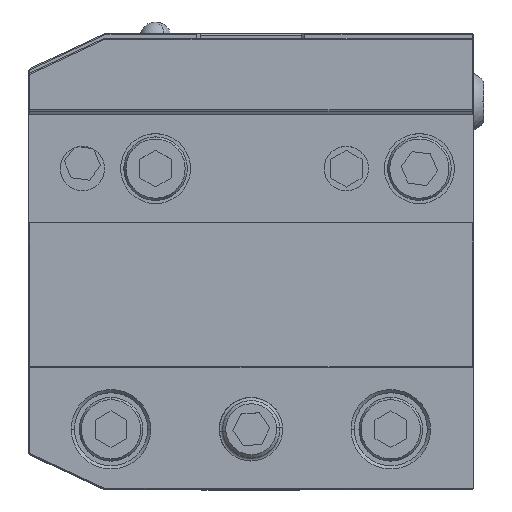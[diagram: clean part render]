
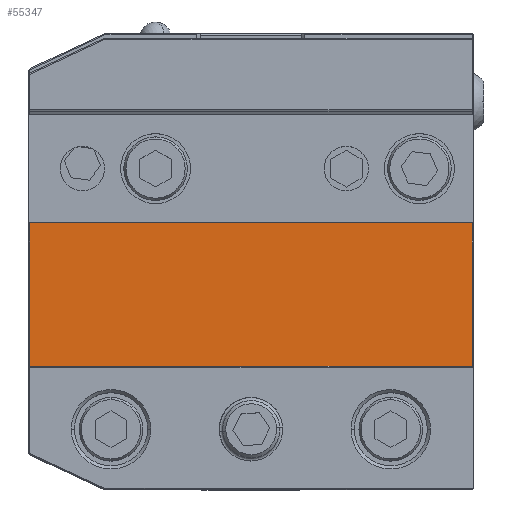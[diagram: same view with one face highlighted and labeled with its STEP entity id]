
A CAD part, top view. The second image highlights one B-rep face of the part: STEP entity #55347.
In plain terms, the highlighted face is planar.
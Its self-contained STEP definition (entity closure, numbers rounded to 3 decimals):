
#7434 = CARTESIAN_POINT ( 'NONE',  ( -24.8, -21.4, -34.8 ) ) ;
#7472 = DIRECTION ( 'NONE',  ( 0., -1., 0. ) ) ;
#7509 = CARTESIAN_POINT ( 'NONE',  ( -24.8, -21.4, -35. ) ) ;
#7528 = DIRECTION ( 'NONE',  ( 0., 0., 1. ) ) ;
#7530 = DIRECTION ( 'NONE',  ( 0., 1., 0. ) ) ;
#7543 = CARTESIAN_POINT ( 'NONE',  ( -24.8, 3.6, 34.8 ) ) ;
#7557 = DIRECTION ( 'NONE',  ( 0., 0., 1. ) ) ;
#7572 = CARTESIAN_POINT ( 'NONE',  ( -24.8, 3.6, -35. ) ) ;
#11645 = CARTESIAN_POINT ( 'NONE',  ( -24.8, 3.6, 34.8 ) ) ;
#11646 = CARTESIAN_POINT ( 'NONE',  ( -24.8, -21.4, 34.8 ) ) ;
#11661 = CARTESIAN_POINT ( 'NONE',  ( -24.8, 3.6, -34.8 ) ) ;
#11683 = CARTESIAN_POINT ( 'NONE',  ( -24.8, -21.4, -34.8 ) ) ;
#16603 = AXIS2_PLACEMENT_3D ( 'NONE', #44375, #44372, #44397 ) ;
#19864 = VERTEX_POINT ( 'NONE', #11661 ) ;
#19867 = VERTEX_POINT ( 'NONE', #11646 ) ;
#19887 = VERTEX_POINT ( 'NONE', #11645 ) ;
#19923 = VERTEX_POINT ( 'NONE', #11683 ) ;
#23938 = FACE_OUTER_BOUND ( 'NONE', #45317, .T. ) ;
#30733 = ORIENTED_EDGE ( 'NONE', *, *, #51520, .F. ) ;
#30803 = ORIENTED_EDGE ( 'NONE', *, *, #51506, .T. ) ;
#30818 = ORIENTED_EDGE ( 'NONE', *, *, #51494, .T. ) ;
#30824 = ORIENTED_EDGE ( 'NONE', *, *, #51512, .T. ) ;
#37000 = LINE ( 'NONE', #7434, #37010 ) ;
#37010 = VECTOR ( 'NONE', #7472, 1000. ) ;
#37053 = LINE ( 'NONE', #7509, #37101 ) ;
#37057 = VECTOR ( 'NONE', #7557, 1000. ) ;
#37068 = VECTOR ( 'NONE', #7530, 1000. ) ;
#37089 = LINE ( 'NONE', #7543, #37068 ) ;
#37095 = LINE ( 'NONE', #7572, #37057 ) ;
#37101 = VECTOR ( 'NONE', #7528, 1000. ) ;
#44372 = DIRECTION ( 'NONE',  ( 1., 0., 0. ) ) ;
#44375 = CARTESIAN_POINT ( 'NONE',  ( -24.8, 3.6, -35. ) ) ;
#44386 = PLANE ( 'NONE',  #16603 ) ;
#44397 = DIRECTION ( 'NONE',  ( 0., 1., 0. ) ) ;
#45317 = EDGE_LOOP ( 'NONE', ( #30824, #30803, #30733, #30818 ) ) ;
#51494 = EDGE_CURVE ( 'NONE', #19864, #19923, #37000, .T. ) ;
#51506 = EDGE_CURVE ( 'NONE', #19867, #19887, #37089, .T. ) ;
#51512 = EDGE_CURVE ( 'NONE', #19923, #19867, #37053, .T. ) ;
#51520 = EDGE_CURVE ( 'NONE', #19864, #19887, #37095, .T. ) ;
#55347 = ADVANCED_FACE ( 'NONE', ( #23938 ), #44386, .F. ) ;
